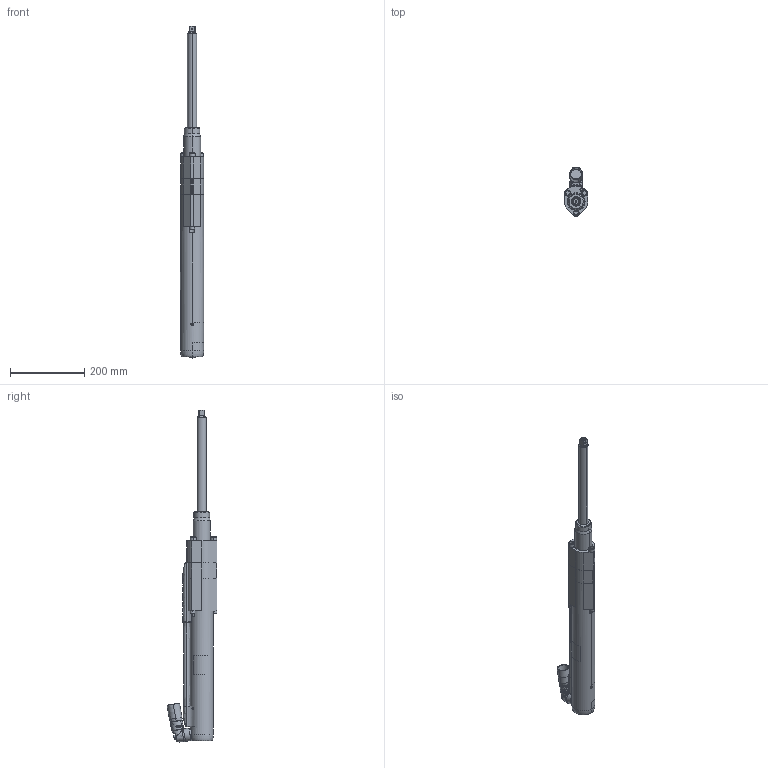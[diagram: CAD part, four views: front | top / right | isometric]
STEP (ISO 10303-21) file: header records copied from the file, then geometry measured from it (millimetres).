
FILE_DESCRIPTION((''),'2;1');
FILE_NAME('EXT_COMP_SW0003','2024-02-22T11:08:21',('INEdipo'),(''),'CREO PARAMETRIC BY PTC INC, 2022414','CREO PARAMETRIC BY PTC INC, 2022414','');
FILE_SCHEMA(('AP242_MANAGED_MODEL_BASED_3D_ENGINEERING_MIM_LF { 1 0 10303 442 1 1 4 }'));
Products named in the file (1): EXT_COMP_SW0003
Bounding box: 62.47 x 134.4 x 894.06 mm (x, y, z)
Volume: 2164513.4 mm3; surface area: 232985.9 mm2
Topology: 1 solids, 2 shells, 1336 faces, 3386 edges, 2108 vertices
Faces by surface type: plane 618, cylinder 301, bspline 221, torus 132, cone 44, extrusion 12, sphere 4, revolution 4
Entity records: 59627 total; most frequent: CARTESIAN_POINT 20246, ORIENTED_EDGE 6760, DIRECTION 5635, EDGE_CURVE 3380, VERTEX_POINT 2108, AXIS2_PLACEMENT_3D 2013, VECTOR 1605, LINE 1593
